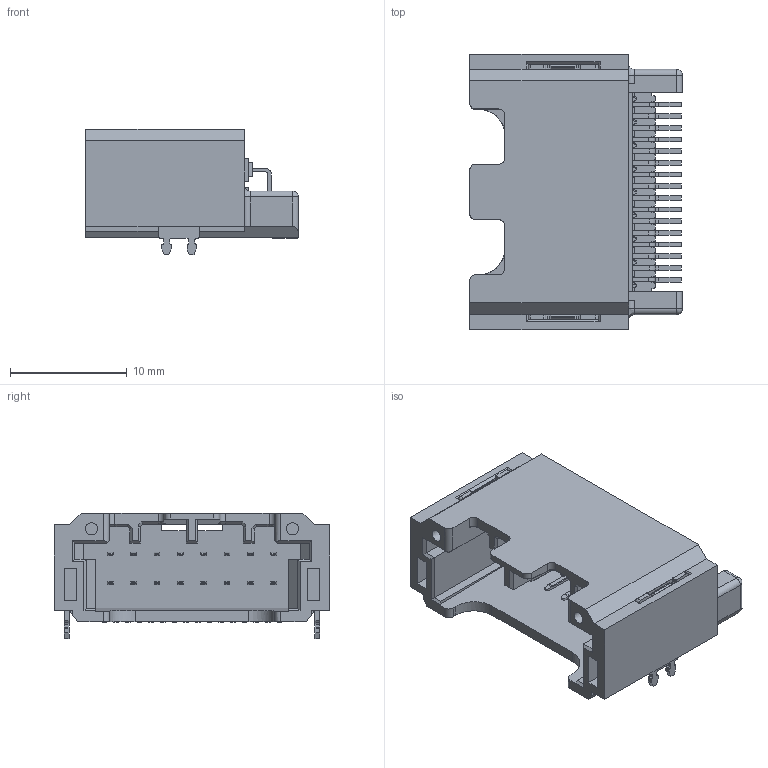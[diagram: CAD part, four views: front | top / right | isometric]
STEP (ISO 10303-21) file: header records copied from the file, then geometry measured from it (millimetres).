
FILE_DESCRIPTION( ('This file contains a STEP AP42 implementation' ,'as created by ZW3D STEP Interface translator.') ,'2;1' );
FILE_NAME( '72025-2MZ016FBSNBR1.step' ,'23 322.162242', (''), ('ZWCAD Software Co.'), 'Version 1.0', 'ZW3D to STEP translator', '' );
FILE_SCHEMA(('AUTOMOTIVE_DESIGN { 1 0 10303 214 1 1 1 1 }'));
Length unit declared in the file: millimetre
Products named in the file (2): 0; 72025-2MZ024FBSNBR1
Bounding box: 18.2 x 23.6 x 10.75 mm (x, y, z)
Volume: 1441.4 mm3; surface area: 3041.6 mm2
Topology: 1 solids, 1 shells, 1498 faces, 4566 edges, 2996 vertices
Faces by surface type: plane 1071, cylinder 410, bspline 11, cone 4, sphere 2
Full cylindrical faces by diameter (mm): 1.05 x2
Entity records: 53338 total; most frequent: CARTESIAN_POINT 10774, ORIENTED_EDGE 9132, DIRECTION 7872, EDGE_CURVE 4566, VECTOR 3700, LINE 3700, VERTEX_POINT 2996, AXIS2_PLACEMENT_3D 2086
